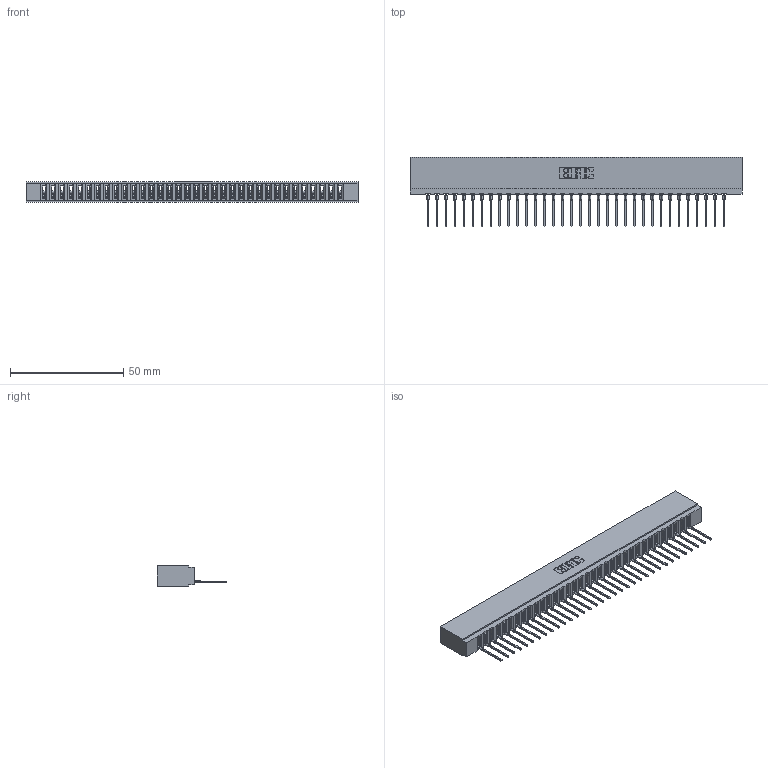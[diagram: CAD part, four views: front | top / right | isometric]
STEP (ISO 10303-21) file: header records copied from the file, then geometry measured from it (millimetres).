
FILE_DESCRIPTION (( 'STEP AP203' ), '1' );
FILE_NAME ('737-034-540-101.STEP', '2020-09-11T00:44:11', ( '' ), ( '' ), 'SwSTEP 2.0', 'SolidWorks 2020', '' );
FILE_SCHEMA (( 'CONFIG_CONTROL_DESIGN' ));
Length unit declared in the file: inch
Products named in the file (3): 737-034-540-101; 745-292-001_540; 737 Part_Insulator Option - 01
Assembly tree (35 placements, depth 2):
  737-034-540-101
    737 Part_Insulator Option - 01
    745-292-001_540  x34
Bounding box: 146.56 x 30.62 x 8.89 mm (x, y, z)
Volume: 14303.6 mm3; surface area: 19478.6 mm2
Topology: 35 solids, 35 shells, 3936 faces, 10829 edges, 6834 vertices
Faces by surface type: plane 2366, cylinder 686, bspline 680, torus 204
Entity records: 58339 total; most frequent: CARTESIAN_POINT 10787, ORIENTED_EDGE 10240, DIRECTION 8876, EDGE_CURVE 5120, VECTOR 4734, LINE 4734, VERTEX_POINT 3270, AXIS2_PLACEMENT_3D 2071
